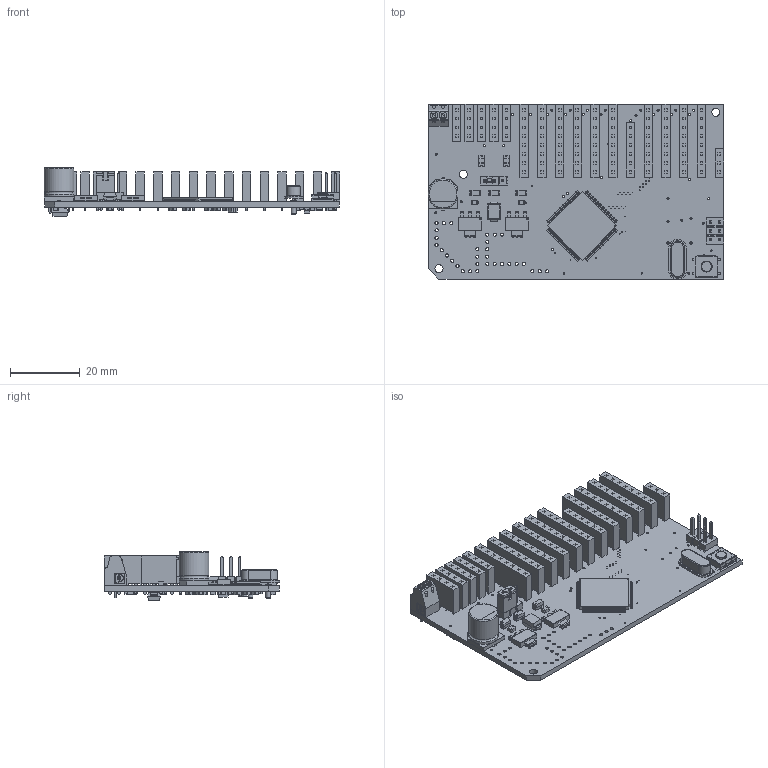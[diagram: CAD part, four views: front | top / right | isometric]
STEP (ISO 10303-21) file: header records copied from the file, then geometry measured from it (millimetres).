
FILE_DESCRIPTION(/* description */ (''),/* implementation_level */ '2;1');
FILE_NAME(/* name */ 'TriloBITE 2560 PRO_final.step',/* time_stamp */ '2022-02-06T11:29:08+01:00',/* author */ (''),/* organization */ (''),/* preprocessor_version */ 'ST-DEVELOPER v18.1',/* originating_system */ 'Autodesk Translation Framework v10.13.0.1454',/* authorisation */ '');
FILE_SCHEMA (('AUTOMOTIVE_DESIGN { 1 0 10303 214 3 1 1 }'));
Products named in the file (56): TriloBITE 2560 PRO_final; 9B-16.000MAAJ-B; TriloBITE 2560 PRO; Board; Packages; 0667-0-15-15-30-27-10-0; 430451025836; base; top cover; JP2; _TSW-103-07-G-S_body; _T-1S6-07-TSW-1-07-3-S; PH_MPT_0,5/_2-2,54_1725656; SSW-103-01-G-S; _T1SSW-103-01-G-S; _P2SSW-103-01-G-S; SSW-104-01-G-S; SSW-104-01-G-S_1; SSW-104-01-G-S_2; SSW-104-01-G-S_3; SSW-104-01-G-S_4; _T1SSW-104-01-G-S; _P2SSW-104-01-G-S; SSW-106-01-G-S; _T1SSW-106-01-G-S; _P2SSW-106-01-G-S; SSW-108-01-G-S; SSW-108-01-G-S_1; SSW-108-01-G-S_2; SSW-108-01-G-S_3; SSW-108-01-G-S_4; SSW-108-01-G-S_5; SSW-108-01-G-S_6; SSW-108-01-G-S_7; SSW-108-01-G-S_8; SSW-108-01-G-S_9; _T1SSW-108-01-G-S; _P2SSW-108-01-G-S; TSW-103-07-G-D; _TSW-103-07-G-D_body ...
Assembly tree (105 placements, depth 5):
  TriloBITE 2560 PRO_final
    9B-16.000MAAJ-B
    TriloBITE 2560 PRO
      Board
      Packages
        0667-0-15-15-30-27-10-0  x2
        430451025836
          base
          top cover
        JP2
          _TSW-103-07-G-S_body
          _T-1S6-07-TSW-1-07-3-S
        PH_MPT_0,5/_2-2,54_1725656
        SSW-103-01-G-S
          _T1SSW-103-01-G-S
          _P2SSW-103-01-G-S
        SSW-104-01-G-S
          _T1SSW-104-01-G-S
          _P2SSW-104-01-G-S
        SSW-104-01-G-S_1
          _T1SSW-104-01-G-S
          _P2SSW-104-01-G-S
        SSW-104-01-G-S_2
          _T1SSW-104-01-G-S
          _P2SSW-104-01-G-S
        SSW-104-01-G-S_3
          _T1SSW-104-01-G-S
          _P2SSW-104-01-G-S
        SSW-104-01-G-S_4
          _T1SSW-104-01-G-S
          _P2SSW-104-01-G-S
        SSW-106-01-G-S
          _T1SSW-106-01-G-S
          _P2SSW-106-01-G-S
        SSW-108-01-G-S
          _T1SSW-108-01-G-S
          _P2SSW-108-01-G-S
        SSW-108-01-G-S_1
          _T1SSW-108-01-G-S
          _P2SSW-108-01-G-S
        SSW-108-01-G-S_2
          _T1SSW-108-01-G-S
          _P2SSW-108-01-G-S
        SSW-108-01-G-S_3
          _T1SSW-108-01-G-S
          _P2SSW-108-01-G-S
        SSW-108-01-G-S_4
          _T1SSW-108-01-G-S
          _P2SSW-108-01-G-S
        SSW-108-01-G-S_5
          _T1SSW-108-01-G-S
          _P2SSW-108-01-G-S
        SSW-108-01-G-S_6
          _T1SSW-108-01-G-S
          _P2SSW-108-01-G-S
        SSW-108-01-G-S_7
          _T1SSW-108-01-G-S
          _P2SSW-108-01-G-S
        SSW-108-01-G-S_8
          _T1SSW-108-01-G-S
Bounding box: 84.66 x 50.16 x 13.88 mm (x, y, z)
Volume: 13279.7 mm3; surface area: 24308.8 mm2
Topology: 103 solids, 103 shells, 5530 faces, 14580 edges, 9526 vertices
Faces by surface type: plane 4423, cylinder 1026, sphere 66, torus 7, cone 4, bspline 4
Full cylindrical faces by diameter (mm): 0.2 x68, 0.3 x6, 0.4 x11, 0.457 x3, 0.6 x67, 0.64 x2, 0.9 x140, 0.914 x3, 1 x8, 1.1 x4, 1.15 x2, 1.4 x2, 1.5 x2, 1.83 x2, 2.1 x2, 2.2 x2, 2.3 x3, 3 x1, 3.15 x1, 8.5 x2
Entity records: 109147 total; most frequent: CARTESIAN_POINT 18509, ORIENTED_EDGE 17856, DIRECTION 17830, EDGE_CURVE 8928, LINE 7044, VECTOR 7044, VERTEX_POINT 5820, AXIS2_PLACEMENT_3D 5393
